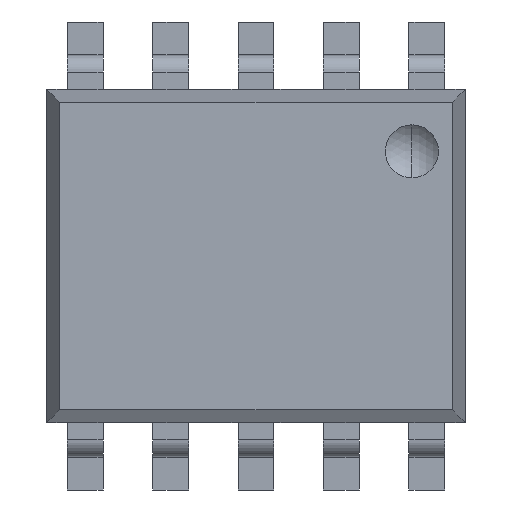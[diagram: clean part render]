
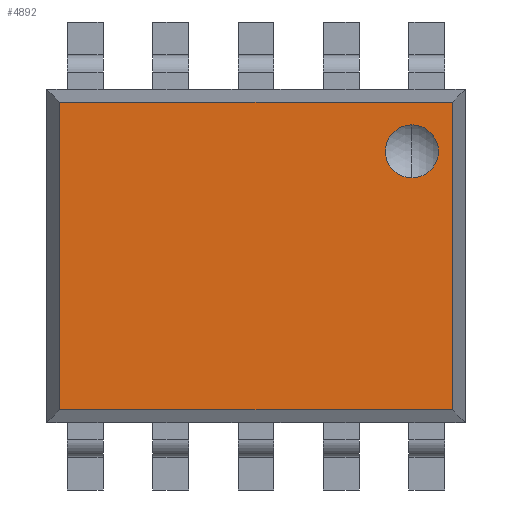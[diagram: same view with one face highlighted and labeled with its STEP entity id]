
A CAD part, front view. The second image highlights one B-rep face of the part: STEP entity #4892.
In plain terms, the highlighted planar face has unit normal (0, -1, 0).
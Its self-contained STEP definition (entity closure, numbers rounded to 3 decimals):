
#11 = DIRECTION ( 'NONE',  ( 0., -1., 0. ) ) ;
#21 = EDGE_CURVE ( 'NONE', #2987, #2041, #1014, .T. ) ;
#59 = CARTESIAN_POINT ( 'NONE',  ( 2.3, -0.725, -1.8 ) ) ;
#195 = CIRCLE ( 'NONE', #815, 0.311 ) ;
#305 = DIRECTION ( 'NONE',  ( 1., 0., 0. ) ) ;
#522 = FACE_BOUND ( 'NONE', #1750, .T. ) ;
#813 = ORIENTED_EDGE ( 'NONE', *, *, #4039, .F. ) ;
#815 = AXIS2_PLACEMENT_3D ( 'NONE', #4893, #11, #4551 ) ;
#1014 = CIRCLE ( 'NONE', #1817, 0.311 ) ;
#1318 = DIRECTION ( 'NONE',  ( 0., 1., 0. ) ) ;
#1370 = VECTOR ( 'NONE', #2881, 1000. ) ;
#1469 = VERTEX_POINT ( 'NONE', #4374 ) ;
#1595 = VECTOR ( 'NONE', #305, 1000. ) ;
#1621 = EDGE_CURVE ( 'NONE', #1469, #2033, #3464, .T. ) ;
#1673 = PLANE ( 'NONE',  #2752 ) ;
#1750 = EDGE_LOOP ( 'NONE', ( #813, #2579 ) ) ;
#1817 = AXIS2_PLACEMENT_3D ( 'NONE', #4185, #4235, #2605 ) ;
#1838 = LINE ( 'NONE', #2888, #4562 ) ;
#1874 = VERTEX_POINT ( 'NONE', #59 ) ;
#1943 = CARTESIAN_POINT ( 'NONE',  ( -2.3, -0.725, 1.8 ) ) ;
#1954 = CARTESIAN_POINT ( 'NONE',  ( 1.825, -0.725, 0.914 ) ) ;
#2033 = VERTEX_POINT ( 'NONE', #3553 ) ;
#2041 = VERTEX_POINT ( 'NONE', #4666 ) ;
#2138 = LINE ( 'NONE', #3683, #4790 ) ;
#2240 = ORIENTED_EDGE ( 'NONE', *, *, #2864, .F. ) ;
#2527 = LINE ( 'NONE', #2924, #1370 ) ;
#2579 = ORIENTED_EDGE ( 'NONE', *, *, #21, .F. ) ;
#2603 = DIRECTION ( 'NONE',  ( 0., 0., 1. ) ) ;
#2605 = DIRECTION ( 'NONE',  ( 0., 0., 1. ) ) ;
#2738 = CARTESIAN_POINT ( 'NONE',  ( 0., -0.725, 0. ) ) ;
#2752 = AXIS2_PLACEMENT_3D ( 'NONE', #2738, #1318, #4287 ) ;
#2852 = EDGE_CURVE ( 'NONE', #1874, #3966, #2138, .T. ) ;
#2864 = EDGE_CURVE ( 'NONE', #2033, #1874, #2527, .T. ) ;
#2881 = DIRECTION ( 'NONE',  ( 0., 0., -1. ) ) ;
#2888 = CARTESIAN_POINT ( 'NONE',  ( -2.3, -0.725, -1.8 ) ) ;
#2924 = CARTESIAN_POINT ( 'NONE',  ( 2.3, -0.725, -1.8 ) ) ;
#2925 = CARTESIAN_POINT ( 'NONE',  ( -2.3, -0.725, -1.8 ) ) ;
#2987 = VERTEX_POINT ( 'NONE', #1954 ) ;
#3464 = LINE ( 'NONE', #1943, #1595 ) ;
#3517 = FACE_OUTER_BOUND ( 'NONE', #4220, .T. ) ;
#3543 = EDGE_CURVE ( 'NONE', #3966, #1469, #1838, .T. ) ;
#3553 = CARTESIAN_POINT ( 'NONE',  ( 2.3, -0.725, 1.8 ) ) ;
#3683 = CARTESIAN_POINT ( 'NONE',  ( -2.3, -0.725, -1.8 ) ) ;
#3966 = VERTEX_POINT ( 'NONE', #2925 ) ;
#4030 = ORIENTED_EDGE ( 'NONE', *, *, #1621, .F. ) ;
#4039 = EDGE_CURVE ( 'NONE', #2041, #2987, #195, .T. ) ;
#4185 = CARTESIAN_POINT ( 'NONE',  ( 1.825, -0.725, 1.225 ) ) ;
#4195 = ORIENTED_EDGE ( 'NONE', *, *, #2852, .F. ) ;
#4220 = EDGE_LOOP ( 'NONE', ( #4195, #2240, #4030, #4867 ) ) ;
#4235 = DIRECTION ( 'NONE',  ( 0., -1., 0. ) ) ;
#4287 = DIRECTION ( 'NONE',  ( 0., 0., -1. ) ) ;
#4374 = CARTESIAN_POINT ( 'NONE',  ( -2.3, -0.725, 1.8 ) ) ;
#4551 = DIRECTION ( 'NONE',  ( 0., 0., 1. ) ) ;
#4562 = VECTOR ( 'NONE', #2603, 1000. ) ;
#4666 = CARTESIAN_POINT ( 'NONE',  ( 1.825, -0.725, 1.536 ) ) ;
#4753 = DIRECTION ( 'NONE',  ( -1., 0., 0. ) ) ;
#4790 = VECTOR ( 'NONE', #4753, 1000. ) ;
#4867 = ORIENTED_EDGE ( 'NONE', *, *, #3543, .F. ) ;
#4892 = ADVANCED_FACE ( 'NONE', ( #522, #3517 ), #1673, .F. ) ;
#4893 = CARTESIAN_POINT ( 'NONE',  ( 1.825, -0.725, 1.225 ) ) ;
